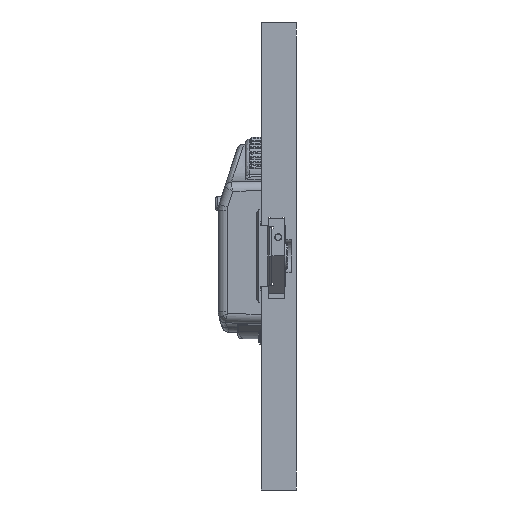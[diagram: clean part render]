
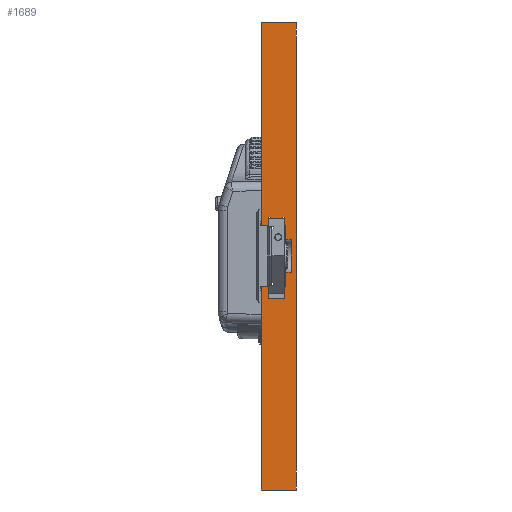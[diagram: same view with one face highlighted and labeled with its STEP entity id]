
A CAD part, left-side view. The second image highlights one B-rep face of the part: STEP entity #1689.
In plain terms, the highlighted planar face has unit normal (-1, 0, 0).
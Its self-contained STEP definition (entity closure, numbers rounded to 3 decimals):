
#712=DIRECTION('',(0.,0.,-1.));
#713=VECTOR('',#712,7.);
#714=CARTESIAN_POINT('',(0.,-3.15,3.5));
#715=LINE('',#714,#713);
#716=DIRECTION('',(0.,1.,0.));
#717=VECTOR('',#716,1.2);
#718=CARTESIAN_POINT('',(0.,-3.15,3.5));
#719=LINE('',#718,#717);
#720=DIRECTION('',(0.,0.,1.));
#721=VECTOR('',#720,3.);
#722=CARTESIAN_POINT('',(0.,-1.95,3.5));
#723=LINE('',#722,#721);
#724=DIRECTION('',(0.,1.,0.));
#725=VECTOR('',#724,0.2);
#726=CARTESIAN_POINT('',(0.,-1.95,6.5));
#727=LINE('',#726,#725);
#728=DIRECTION('',(0.,1.,0.));
#729=VECTOR('',#728,0.4);
#730=CARTESIAN_POINT('',(0.,-1.75,8.3));
#731=LINE('',#730,#729);
#732=DIRECTION('',(0.,0.,-1.));
#733=VECTOR('',#732,0.3);
#734=CARTESIAN_POINT('',(0.,-1.35,8.3));
#735=LINE('',#734,#733);
#736=DIRECTION('',(0.,1.,0.));
#737=VECTOR('',#736,2.7);
#738=CARTESIAN_POINT('',(0.,-1.35,8.));
#739=LINE('',#738,#737);
#740=DIRECTION('',(0.,0.,1.));
#741=VECTOR('',#740,0.3);
#742=CARTESIAN_POINT('',(0.,1.35,8.));
#743=LINE('',#742,#741);
#744=DIRECTION('',(0.,1.,0.));
#745=VECTOR('',#744,0.4);
#746=CARTESIAN_POINT('',(0.,1.35,8.3));
#747=LINE('',#746,#745);
#748=DIRECTION('',(0.,-1.,0.));
#749=VECTOR('',#748,1.57);
#750=CARTESIAN_POINT('',(0.,3.32,6.5));
#751=LINE('',#750,#749);
#752=DIRECTION('',(0.,0.,1.));
#753=VECTOR('',#752,43.5);
#754=CARTESIAN_POINT('',(0.,3.32,6.5));
#755=LINE('',#754,#753);
#756=DIRECTION('',(0.,-1.,0.));
#757=VECTOR('',#756,7.5);
#758=CARTESIAN_POINT('',(0.,3.32,50.));
#759=LINE('',#758,#757);
#760=DIRECTION('',(0.,0.,-1.));
#761=VECTOR('',#760,100.);
#762=CARTESIAN_POINT('',(0.,-4.18,50.));
#763=LINE('',#762,#761);
#764=DIRECTION('',(0.,1.,0.));
#765=VECTOR('',#764,7.5);
#766=CARTESIAN_POINT('',(0.,-4.18,-50.));
#767=LINE('',#766,#765);
#768=DIRECTION('',(0.,0.,1.));
#769=VECTOR('',#768,43.5);
#770=CARTESIAN_POINT('',(0.,3.32,-50.));
#771=LINE('',#770,#769);
#772=DIRECTION('',(0.,-1.,0.));
#773=VECTOR('',#772,1.57);
#774=CARTESIAN_POINT('',(0.,3.32,-6.5));
#775=LINE('',#774,#773);
#776=DIRECTION('',(0.,0.,-1.));
#777=VECTOR('',#776,2.5);
#778=CARTESIAN_POINT('',(0.,1.75,-6.5));
#779=LINE('',#778,#777);
#780=DIRECTION('',(0.,-1.,0.));
#781=VECTOR('',#780,3.5);
#782=CARTESIAN_POINT('',(0.,1.75,-9.));
#783=LINE('',#782,#781);
#784=DIRECTION('',(0.,0.,1.));
#785=VECTOR('',#784,2.5);
#786=CARTESIAN_POINT('',(0.,-1.75,-9.));
#787=LINE('',#786,#785);
#788=DIRECTION('',(0.,-1.,0.));
#789=VECTOR('',#788,0.2);
#790=CARTESIAN_POINT('',(0.,-1.75,-6.5));
#791=LINE('',#790,#789);
#792=DIRECTION('',(0.,0.,1.));
#793=VECTOR('',#792,3.);
#794=CARTESIAN_POINT('',(0.,-1.95,-6.5));
#795=LINE('',#794,#793);
#796=DIRECTION('',(0.,1.,0.));
#797=VECTOR('',#796,1.2);
#798=CARTESIAN_POINT('',(0.,-3.15,-3.5));
#799=LINE('',#798,#797);
#842=DIRECTION('',(0.,0.,-1.));
#843=VECTOR('',#842,1.8);
#844=CARTESIAN_POINT('',(0.,-1.75,8.3));
#845=LINE('',#844,#843);
#1260=DIRECTION('',(0.,0.,1.));
#1261=VECTOR('',#1260,1.8);
#1262=CARTESIAN_POINT('',(0.,1.75,6.5));
#1263=LINE('',#1262,#1261);
#1412=CARTESIAN_POINT('',(0.,3.32,50.));
#1413=CARTESIAN_POINT('',(0.,-4.18,50.));
#1414=VERTEX_POINT('',#1412);
#1415=VERTEX_POINT('',#1413);
#1416=CARTESIAN_POINT('',(0.,-4.18,-50.));
#1417=VERTEX_POINT('',#1416);
#1418=CARTESIAN_POINT('',(0.,3.32,-50.));
#1419=VERTEX_POINT('',#1418);
#1420=CARTESIAN_POINT('',(0.,1.75,-9.));
#1421=CARTESIAN_POINT('',(0.,-1.75,-9.));
#1422=VERTEX_POINT('',#1420);
#1423=VERTEX_POINT('',#1421);
#1428=CARTESIAN_POINT('',(0.,-1.75,6.5));
#1429=CARTESIAN_POINT('',(0.,-1.95,6.5));
#1430=VERTEX_POINT('',#1428);
#1431=VERTEX_POINT('',#1429);
#1432=CARTESIAN_POINT('',(0.,3.32,-6.5));
#1433=CARTESIAN_POINT('',(0.,1.75,-6.5));
#1434=VERTEX_POINT('',#1432);
#1435=VERTEX_POINT('',#1433);
#1436=CARTESIAN_POINT('',(0.,-1.75,-6.5));
#1437=CARTESIAN_POINT('',(0.,-1.95,-6.5));
#1438=VERTEX_POINT('',#1436);
#1439=VERTEX_POINT('',#1437);
#1450=CARTESIAN_POINT('',(0.,3.32,6.5));
#1451=VERTEX_POINT('',#1450);
#1452=CARTESIAN_POINT('',(0.,1.75,6.5));
#1453=VERTEX_POINT('',#1452);
#1454=CARTESIAN_POINT('',(0.,1.75,8.3));
#1455=CARTESIAN_POINT('',(0.,1.35,8.3));
#1456=VERTEX_POINT('',#1454);
#1457=VERTEX_POINT('',#1455);
#1458=CARTESIAN_POINT('',(0.,1.35,8.));
#1459=VERTEX_POINT('',#1458);
#1460=CARTESIAN_POINT('',(0.,-1.35,8.));
#1461=CARTESIAN_POINT('',(0.,-1.35,8.3));
#1462=VERTEX_POINT('',#1460);
#1463=VERTEX_POINT('',#1461);
#1464=CARTESIAN_POINT('',(0.,-1.75,8.3));
#1465=VERTEX_POINT('',#1464);
#1556=CARTESIAN_POINT('',(0.,-3.15,3.5));
#1557=CARTESIAN_POINT('',(0.,-3.15,-3.5));
#1558=VERTEX_POINT('',#1556);
#1559=VERTEX_POINT('',#1557);
#1560=CARTESIAN_POINT('',(0.,-1.95,-3.5));
#1561=VERTEX_POINT('',#1560);
#1562=CARTESIAN_POINT('',(0.,-1.95,3.5));
#1563=VERTEX_POINT('',#1562);
#1634=CARTESIAN_POINT('',(0.,0.,0.));
#1635=DIRECTION('',(1.,0.,0.));
#1636=DIRECTION('',(0.,-1.,0.));
#1637=AXIS2_PLACEMENT_3D('',#1634,#1635,#1636);
#1638=PLANE('',#1637);
#1640=ORIENTED_EDGE('',*,*,#1639,.F.);
#1642=ORIENTED_EDGE('',*,*,#1641,.T.);
#1644=ORIENTED_EDGE('',*,*,#1643,.T.);
#1646=ORIENTED_EDGE('',*,*,#1645,.T.);
#1648=ORIENTED_EDGE('',*,*,#1647,.F.);
#1650=ORIENTED_EDGE('',*,*,#1649,.T.);
#1652=ORIENTED_EDGE('',*,*,#1651,.T.);
#1654=ORIENTED_EDGE('',*,*,#1653,.T.);
#1656=ORIENTED_EDGE('',*,*,#1655,.T.);
#1658=ORIENTED_EDGE('',*,*,#1657,.T.);
#1660=ORIENTED_EDGE('',*,*,#1659,.F.);
#1662=ORIENTED_EDGE('',*,*,#1661,.F.);
#1664=ORIENTED_EDGE('',*,*,#1663,.T.);
#1666=ORIENTED_EDGE('',*,*,#1665,.T.);
#1668=ORIENTED_EDGE('',*,*,#1667,.T.);
#1670=ORIENTED_EDGE('',*,*,#1669,.T.);
#1672=ORIENTED_EDGE('',*,*,#1671,.T.);
#1674=ORIENTED_EDGE('',*,*,#1673,.T.);
#1676=ORIENTED_EDGE('',*,*,#1675,.T.);
#1678=ORIENTED_EDGE('',*,*,#1677,.T.);
#1680=ORIENTED_EDGE('',*,*,#1679,.T.);
#1682=ORIENTED_EDGE('',*,*,#1681,.T.);
#1684=ORIENTED_EDGE('',*,*,#1683,.T.);
#1686=ORIENTED_EDGE('',*,*,#1685,.F.);
#1687=EDGE_LOOP('',(#1640,#1642,#1644,#1646,#1648,#1650,#1652,#1654,#1656,#1658,
#1660,#1662,#1664,#1666,#1668,#1670,#1672,#1674,#1676,#1678,#1680,#1682,#1684,
#1686));
#1688=FACE_OUTER_BOUND('',#1687,.F.);
#1689=ADVANCED_FACE('',(#1688),#1638,.F.);
#1639=EDGE_CURVE('',#1558,#1559,#715,.T.);
#1641=EDGE_CURVE('',#1558,#1563,#719,.T.);
#1643=EDGE_CURVE('',#1563,#1431,#723,.T.);
#1645=EDGE_CURVE('',#1431,#1430,#727,.T.);
#1647=EDGE_CURVE('',#1465,#1430,#845,.T.);
#1649=EDGE_CURVE('',#1465,#1463,#731,.T.);
#1651=EDGE_CURVE('',#1463,#1462,#735,.T.);
#1653=EDGE_CURVE('',#1462,#1459,#739,.T.);
#1655=EDGE_CURVE('',#1459,#1457,#743,.T.);
#1657=EDGE_CURVE('',#1457,#1456,#747,.T.);
#1659=EDGE_CURVE('',#1453,#1456,#1263,.T.);
#1661=EDGE_CURVE('',#1451,#1453,#751,.T.);
#1663=EDGE_CURVE('',#1451,#1414,#755,.T.);
#1665=EDGE_CURVE('',#1414,#1415,#759,.T.);
#1667=EDGE_CURVE('',#1415,#1417,#763,.T.);
#1669=EDGE_CURVE('',#1417,#1419,#767,.T.);
#1671=EDGE_CURVE('',#1419,#1434,#771,.T.);
#1673=EDGE_CURVE('',#1434,#1435,#775,.T.);
#1675=EDGE_CURVE('',#1435,#1422,#779,.T.);
#1677=EDGE_CURVE('',#1422,#1423,#783,.T.);
#1679=EDGE_CURVE('',#1423,#1438,#787,.T.);
#1681=EDGE_CURVE('',#1438,#1439,#791,.T.);
#1683=EDGE_CURVE('',#1439,#1561,#795,.T.);
#1685=EDGE_CURVE('',#1559,#1561,#799,.T.);
